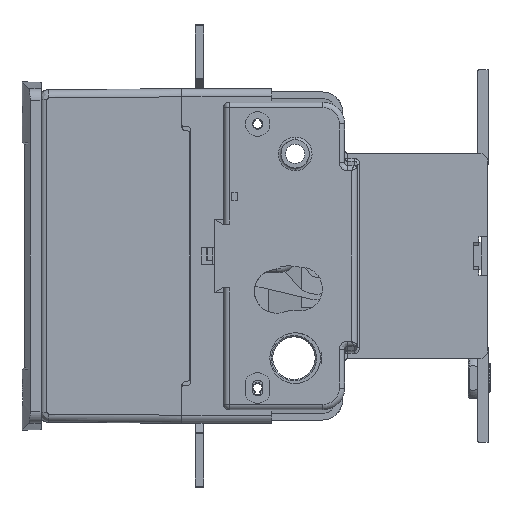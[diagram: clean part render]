
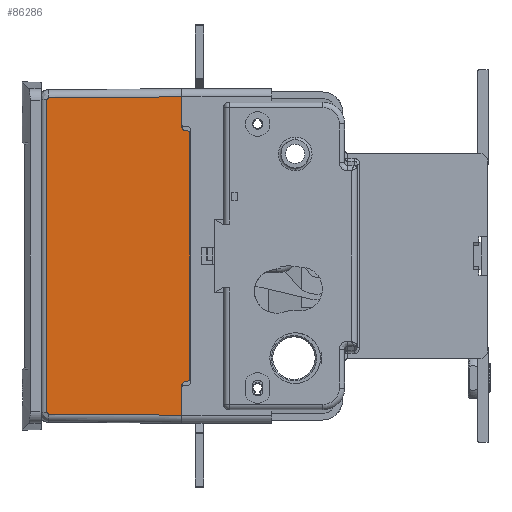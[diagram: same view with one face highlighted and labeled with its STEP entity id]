
A CAD part, left-side view. The second image highlights one B-rep face of the part: STEP entity #86286.
In plain terms, the highlighted face is planar.
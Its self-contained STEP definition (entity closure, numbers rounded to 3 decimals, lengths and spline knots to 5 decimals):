
#71220=DIRECTION('',(-1.,0.,0.));
#71221=VECTOR('',#71220,0.01087);
#71222=CARTESIAN_POINT('',(0.05847,0.,
0.05097));
#71223=LINE('',#71222,#71221);
#71320=CARTESIAN_POINT('',(0.05847,0.,0.05097));
#71333=DIRECTION('',(1.,0.,0.));
#71334=VECTOR('',#71333,0.01087);
#71335=CARTESIAN_POINT('',(-0.05847,0.,
0.05097));
#71336=LINE('',#71335,#71334);
#71337=DIRECTION('',(-0.009,-1.,0.009));
#71338=VECTOR('',#71337,0.04903);
#71339=CARTESIAN_POINT('',(-0.05805,0.04903,
0.05055));
#71340=LINE('',#71339,#71338);
#71341=CARTESIAN_POINT('',(-0.05755,0.04903,
0.05055));
#71342=DIRECTION('',(0.,0.009,1.));
#71343=DIRECTION('',(0.,1.,-0.009));
#71344=AXIS2_PLACEMENT_3D('',#71341,#71342,#71343);
#71346=CARTESIAN_POINT('',(0.05755,0.04903,
0.05055));
#71347=DIRECTION('',(0.,0.009,1.));
#71348=DIRECTION('',(1.,0.009,0.));
#71349=AXIS2_PLACEMENT_3D('',#71346,#71347,#71348);
#71351=DIRECTION('',(-0.009,1.,-0.009));
#71352=VECTOR('',#71351,0.04903);
#71353=CARTESIAN_POINT('',(0.05847,0.,
0.05097));
#71354=LINE('',#71353,#71352);
#71355=CARTESIAN_POINT('',(0.0461,-0.0015,0.05099));
#71356=CARTESIAN_POINT('',(0.0461,-0.001,0.05098));
#71357=CARTESIAN_POINT('',(0.04648,-0.00038,
0.05098));
#71358=CARTESIAN_POINT('',(0.0471,0.,0.05097));
#71359=CARTESIAN_POINT('',(0.0476,0.,0.05097));
#71361=CARTESIAN_POINT('',(0.0446,-0.003,0.051));
#71362=CARTESIAN_POINT('',(0.0451,-0.003,0.051));
#71363=CARTESIAN_POINT('',(0.04572,-0.00262,
0.051));
#71364=CARTESIAN_POINT('',(0.0461,-0.002,0.05099));
#71365=CARTESIAN_POINT('',(0.0461,-0.0015,0.05099));
#71367=DIRECTION('',(1.,0.,0.));
#71368=VECTOR('',#71367,0.0892);
#71369=CARTESIAN_POINT('',(-0.0446,-0.003,0.051));
#71370=LINE('',#71369,#71368);
#71371=CARTESIAN_POINT('',(-0.0461,-0.0015,0.05099));
#71372=CARTESIAN_POINT('',(-0.0461,-0.002,0.05099));
#71373=CARTESIAN_POINT('',(-0.04572,-0.00262,
0.051));
#71374=CARTESIAN_POINT('',(-0.0451,-0.003,0.051));
#71375=CARTESIAN_POINT('',(-0.0446,-0.003,0.051));
#71377=CARTESIAN_POINT('',(-0.0476,0.,0.05097));
#71378=CARTESIAN_POINT('',(-0.0471,0.,0.05097));
#71379=CARTESIAN_POINT('',(-0.04648,-0.00038,
0.05098));
#71380=CARTESIAN_POINT('',(-0.0461,-0.001,0.05098));
#71381=CARTESIAN_POINT('',(-0.0461,-0.0015,0.05099));
#81697=DIRECTION('',(1.,0.,0.));
#81698=VECTOR('',#81697,0.11509);
#81699=CARTESIAN_POINT('',(-0.05755,0.04953,
0.05054));
#81700=LINE('',#81699,#81698);
#83957=VERTEX_POINT('',#71361);
#83958=VERTEX_POINT('',#71365);
#83965=VERTEX_POINT('',#71359);
#83966=VERTEX_POINT('',#71371);
#83967=VERTEX_POINT('',#71375);
#83972=VERTEX_POINT('',#71377);
#84252=CARTESIAN_POINT('',(0.05805,0.04903,
0.05055));
#84253=VERTEX_POINT('',#84252);
#84254=VERTEX_POINT('',#71320);
#84255=CARTESIAN_POINT('',(0.05755,0.04953,
0.05054));
#84256=VERTEX_POINT('',#84255);
#84257=CARTESIAN_POINT('',(-0.05755,0.04953,
0.05054));
#84258=VERTEX_POINT('',#84257);
#84259=CARTESIAN_POINT('',(-0.05805,0.04903,
0.05055));
#84260=CARTESIAN_POINT('',(-0.05847,0.,
0.05097));
#84261=VERTEX_POINT('',#84259);
#84262=VERTEX_POINT('',#84260);
#86258=CARTESIAN_POINT('',(-0.06361,-0.003,0.051));
#86259=DIRECTION('',(0.,0.009,1.));
#86260=DIRECTION('',(1.,0.,0.));
#86261=AXIS2_PLACEMENT_3D('',#86258,#86259,#86260);
#86262=PLANE('',#86261);
#86264=ORIENTED_EDGE('',*,*,#86263,.F.);
#86266=ORIENTED_EDGE('',*,*,#86265,.F.);
#86268=ORIENTED_EDGE('',*,*,#86267,.F.);
#86270=ORIENTED_EDGE('',*,*,#86269,.T.);
#86271=ORIENTED_EDGE('',*,*,#86237,.F.);
#86272=ORIENTED_EDGE('',*,*,#86252,.F.);
#86273=ORIENTED_EDGE('',*,*,#86051,.T.);
#86275=ORIENTED_EDGE('',*,*,#86274,.F.);
#86277=ORIENTED_EDGE('',*,*,#86276,.F.);
#86279=ORIENTED_EDGE('',*,*,#86278,.F.);
#86281=ORIENTED_EDGE('',*,*,#86280,.F.);
#86283=ORIENTED_EDGE('',*,*,#86282,.F.);
#86284=EDGE_LOOP('',(#86264,#86266,#86268,#86270,#86271,#86272,#86273,#86275,
#86277,#86279,#86281,#86283));
#86285=FACE_OUTER_BOUND('',#86284,.F.);
#86286=ADVANCED_FACE('',(#86285),#86262,.T.);
#71345=CIRCLE('',#71344,0.0005);
#71350=CIRCLE('',#71349,0.0005);
#71360=B_SPLINE_CURVE_WITH_KNOTS('',3,(#71355,#71356,#71357,#71358,#71359),
.UNSPECIFIED.,.F.,.F.,(4,1,4),(0.,0.5,1.),.UNSPECIFIED.);
#71366=B_SPLINE_CURVE_WITH_KNOTS('',3,(#71361,#71362,#71363,#71364,#71365),
.UNSPECIFIED.,.F.,.F.,(4,1,4),(0.,0.5,1.),.UNSPECIFIED.);
#71376=B_SPLINE_CURVE_WITH_KNOTS('',3,(#71371,#71372,#71373,#71374,#71375),
.UNSPECIFIED.,.F.,.F.,(4,1,4),(0.,0.5,1.),.UNSPECIFIED.);
#71382=B_SPLINE_CURVE_WITH_KNOTS('',3,(#71377,#71378,#71379,#71380,#71381),
.UNSPECIFIED.,.F.,.F.,(4,1,4),(0.,0.5,1.),.UNSPECIFIED.);
#86051=EDGE_CURVE('',#84254,#83965,#71223,.T.);
#86237=EDGE_CURVE('',#84253,#84256,#71350,.T.);
#86252=EDGE_CURVE('',#84254,#84253,#71354,.T.);
#86263=EDGE_CURVE('',#84262,#83972,#71336,.T.);
#86265=EDGE_CURVE('',#84261,#84262,#71340,.T.);
#86267=EDGE_CURVE('',#84258,#84261,#71345,.T.);
#86269=EDGE_CURVE('',#84258,#84256,#81700,.T.);
#86274=EDGE_CURVE('',#83958,#83965,#71360,.T.);
#86276=EDGE_CURVE('',#83957,#83958,#71366,.T.);
#86278=EDGE_CURVE('',#83967,#83957,#71370,.T.);
#86280=EDGE_CURVE('',#83966,#83967,#71376,.T.);
#86282=EDGE_CURVE('',#83972,#83966,#71382,.T.);
